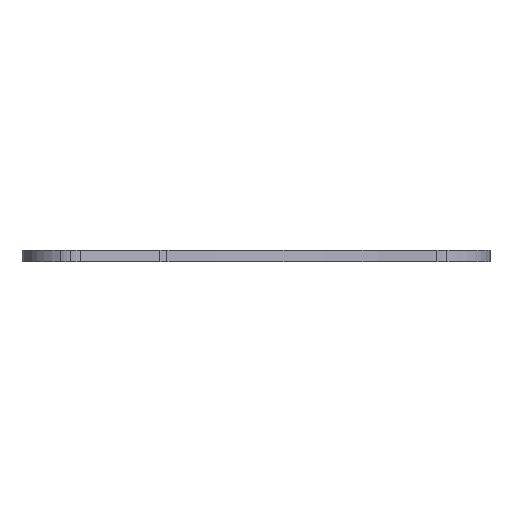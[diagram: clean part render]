
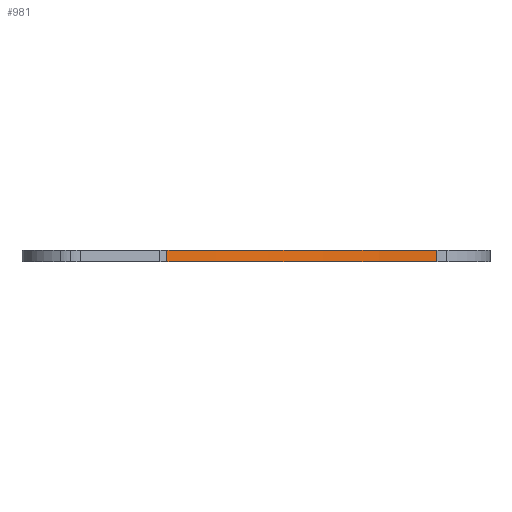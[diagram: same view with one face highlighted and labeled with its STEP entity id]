
A CAD part, left-side view. The second image highlights one B-rep face of the part: STEP entity #981.
In plain terms, the highlighted cylindrical face has radius 177.5 mm (diameter 355 mm), a partial arc.
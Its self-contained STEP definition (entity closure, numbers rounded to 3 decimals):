
#25 = LINE ( 'NONE', #1573, #325 ) ;
#46 = EDGE_LOOP ( 'NONE', ( #258, #637, #1199, #1771 ) ) ;
#114 = CIRCLE ( 'NONE', #318, 177.5 ) ;
#115 = EDGE_CURVE ( 'NONE', #852, #1597, #25, .T. ) ;
#178 = CIRCLE ( 'NONE', #1287, 177.5 ) ;
#258 = ORIENTED_EDGE ( 'NONE', *, *, #611, .F. ) ;
#280 = FACE_OUTER_BOUND ( 'NONE', #46, .T. ) ;
#318 = AXIS2_PLACEMENT_3D ( 'NONE', #516, #357, #963 ) ;
#325 = VECTOR ( 'NONE', #1873, 1000. ) ;
#332 = DIRECTION ( 'NONE',  ( 1., 0., 0. ) ) ;
#357 = DIRECTION ( 'NONE',  ( 0., 0., -1. ) ) ;
#516 = CARTESIAN_POINT ( 'NONE',  ( -106.957, -205.134, 4. ) ) ;
#527 = EDGE_CURVE ( 'NONE', #1420, #1597, #114, .T. ) ;
#566 = CARTESIAN_POINT ( 'NONE',  ( 70.345, -196.764, 0. ) ) ;
#611 = EDGE_CURVE ( 'NONE', #852, #1131, #178, .T. ) ;
#613 = LINE ( 'NONE', #1002, #1604 ) ;
#637 = ORIENTED_EDGE ( 'NONE', *, *, #115, .T. ) ;
#852 = VERTEX_POINT ( 'NONE', #566 ) ;
#919 = DIRECTION ( 'NONE',  ( 0., 0., 1. ) ) ;
#951 = CARTESIAN_POINT ( 'NONE',  ( 70.345, -196.764, 4. ) ) ;
#963 = DIRECTION ( 'NONE',  ( -1., 0., 0. ) ) ;
#969 = DIRECTION ( 'NONE',  ( 1., 0., 0. ) ) ;
#981 = ADVANCED_FACE ( 'NONE', ( #280 ), #1781, .F. ) ;
#998 = DIRECTION ( 'NONE',  ( 0., 0., 1. ) ) ;
#1002 = CARTESIAN_POINT ( 'NONE',  ( 35.91, -99.801, -0.001 ) ) ;
#1131 = VERTEX_POINT ( 'NONE', #1132 ) ;
#1132 = CARTESIAN_POINT ( 'NONE',  ( 35.91, -99.801, 0. ) ) ;
#1190 = CARTESIAN_POINT ( 'NONE',  ( 35.91, -99.801, 4. ) ) ;
#1199 = ORIENTED_EDGE ( 'NONE', *, *, #527, .F. ) ;
#1205 = AXIS2_PLACEMENT_3D ( 'NONE', #1801, #919, #332 ) ;
#1287 = AXIS2_PLACEMENT_3D ( 'NONE', #1577, #998, #969 ) ;
#1304 = EDGE_CURVE ( 'NONE', #1420, #1131, #613, .T. ) ;
#1306 = DIRECTION ( 'NONE',  ( 0., 0., -1. ) ) ;
#1420 = VERTEX_POINT ( 'NONE', #1190 ) ;
#1573 = CARTESIAN_POINT ( 'NONE',  ( 70.345, -196.764, -0.001 ) ) ;
#1577 = CARTESIAN_POINT ( 'NONE',  ( -106.957, -205.134, 0. ) ) ;
#1597 = VERTEX_POINT ( 'NONE', #951 ) ;
#1604 = VECTOR ( 'NONE', #1306, 1000. ) ;
#1771 = ORIENTED_EDGE ( 'NONE', *, *, #1304, .T. ) ;
#1781 = CYLINDRICAL_SURFACE ( 'NONE', #1205, 177.5 ) ;
#1801 = CARTESIAN_POINT ( 'NONE',  ( -106.957, -205.134, -0.001 ) ) ;
#1873 = DIRECTION ( 'NONE',  ( 0., 0., 1. ) ) ;
